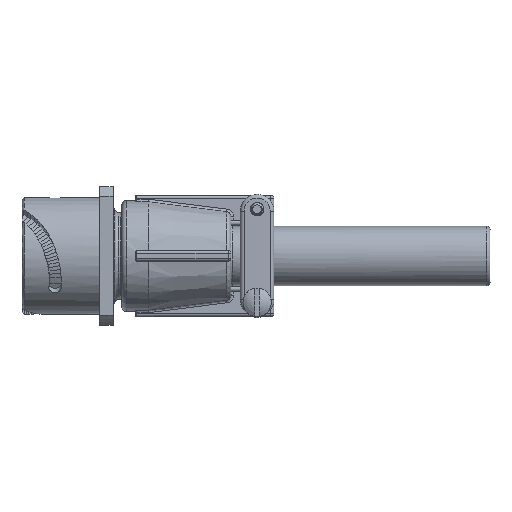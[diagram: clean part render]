
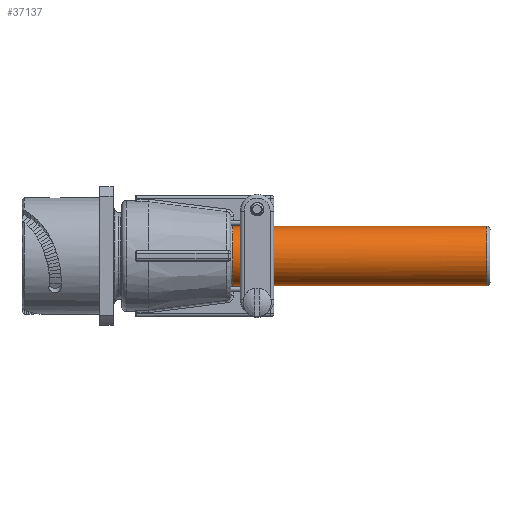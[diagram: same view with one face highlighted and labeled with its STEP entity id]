
A CAD part, top view. The second image highlights one B-rep face of the part: STEP entity #37137.
In plain terms, the highlighted cylindrical face has radius 7.01 mm (diameter 14.02 mm), a partial arc.
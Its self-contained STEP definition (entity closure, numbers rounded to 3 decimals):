
#6960=CARTESIAN_POINT('',(49.43,0.,0.));
#6961=DIRECTION('',(1.,0.,0.));
#6962=DIRECTION('',(0.,1.,-0.002));
#6963=AXIS2_PLACEMENT_3D('',#6960,#6961,#6962);
#6985=DIRECTION('',(-1.,0.,0.));
#6986=VECTOR('',#6985,59.602);
#6987=CARTESIAN_POINT('',(109.032,7.01,
-0.016));
#6988=LINE('2932',#6987,#6986);
#6989=DIRECTION('',(-1.,0.,0.));
#6990=VECTOR('',#6989,59.602);
#6991=CARTESIAN_POINT('',(109.032,-7.01,
0.016));
#6992=LINE('2934',#6991,#6990);
#6998=CARTESIAN_POINT('',(109.032,0.,0.));
#6999=DIRECTION('',(1.,0.,0.));
#7000=DIRECTION('',(0.,1.,-0.002));
#7001=AXIS2_PLACEMENT_3D('',#6998,#6999,#7000);
#9017=CARTESIAN_POINT('',(59.11,0.,0.));
#9018=DIRECTION('',(1.,0.,0.));
#9019=DIRECTION('',(0.,0.883,0.469));
#9020=AXIS2_PLACEMENT_3D('',#9017,#9018,#9019);
#9076=DIRECTION('',(1.,0.,0.));
#9077=VECTOR('',#9076,7.87);
#9078=CARTESIAN_POINT('',(51.24,-6.177,3.314));
#9079=LINE('2956',#9078,#9077);
#9080=CARTESIAN_POINT('',(51.24,0.,0.));
#9081=DIRECTION('',(1.,0.,0.));
#9082=DIRECTION('',(0.,0.883,0.469));
#9083=AXIS2_PLACEMENT_3D('',#9080,#9081,#9082);
#9139=DIRECTION('',(1.,0.,0.));
#9140=VECTOR('',#9139,7.87);
#9141=CARTESIAN_POINT('',(51.24,6.192,3.286));
#9142=LINE('2951',#9141,#9140);
#23665=CARTESIAN_POINT('',(109.032,7.01,
-0.016));
#23666=CARTESIAN_POINT('',(49.43,7.01,-0.016));
#23667=VERTEX_POINT('',#23665);
#23668=VERTEX_POINT('',#23666);
#23673=CARTESIAN_POINT('',(109.032,-7.01,
0.016));
#23674=CARTESIAN_POINT('',(49.43,-7.01,0.016));
#23675=VERTEX_POINT('',#23673);
#23676=VERTEX_POINT('',#23674);
#23685=CARTESIAN_POINT('',(59.11,6.192,3.286));
#23686=CARTESIAN_POINT('',(59.11,-6.177,3.314));
#23687=VERTEX_POINT('',#23685);
#23688=VERTEX_POINT('',#23686);
#23689=CARTESIAN_POINT('',(51.24,6.192,3.286));
#23690=CARTESIAN_POINT('',(51.24,-6.177,3.314));
#23691=VERTEX_POINT('',#23689);
#23692=VERTEX_POINT('',#23690);
#37115=CARTESIAN_POINT('',(43.05,0.,0.));
#37116=DIRECTION('',(1.,0.,0.));
#37117=DIRECTION('',(0.,-1.,0.002));
#37118=AXIS2_PLACEMENT_3D('',#37115,#37116,#37117);
#37119=CYLINDRICAL_SURFACE('817',#37118,7.01);
#37120=ORIENTED_EDGE('2932',*,*,#37088,.F.);
#37122=ORIENTED_EDGE('2944',*,*,#37121,.T.);
#37123=ORIENTED_EDGE('2934',*,*,#37091,.T.);
#37124=ORIENTED_EDGE('2938',*,*,#37029,.F.);
#37125=EDGE_LOOP('817',(#37120,#37122,#37123,#37124));
#37126=FACE_OUTER_BOUND('817',#37125,.F.);
#37128=ORIENTED_EDGE('2949',*,*,#37127,.F.);
#37130=ORIENTED_EDGE('2951',*,*,#37129,.F.);
#37132=ORIENTED_EDGE('2950',*,*,#37131,.T.);
#37134=ORIENTED_EDGE('2956',*,*,#37133,.T.);
#37135=EDGE_LOOP('817',(#37128,#37130,#37132,#37134));
#37136=FACE_BOUND('817',#37135,.F.);
#6964=CIRCLE('2938',#6963,7.01);
#7002=CIRCLE('2944',#7001,7.01);
#9021=CIRCLE('2949',#9020,7.01);
#9084=CIRCLE('2950',#9083,7.01);
#37029=EDGE_CURVE('2938',#23668,#23676,#6964,.T.);
#37088=EDGE_CURVE('2932',#23667,#23668,#6988,.T.);
#37091=EDGE_CURVE('2934',#23675,#23676,#6992,.T.);
#37121=EDGE_CURVE('2944',#23667,#23675,#7002,.T.);
#37127=EDGE_CURVE('2949',#23687,#23688,#9021,.T.);
#37129=EDGE_CURVE('2951',#23691,#23687,#9142,.T.);
#37131=EDGE_CURVE('2950',#23691,#23692,#9084,.T.);
#37133=EDGE_CURVE('2956',#23692,#23688,#9079,.T.);
#37137=ADVANCED_FACE('817',(#37126,#37136),#37119,.T.);
